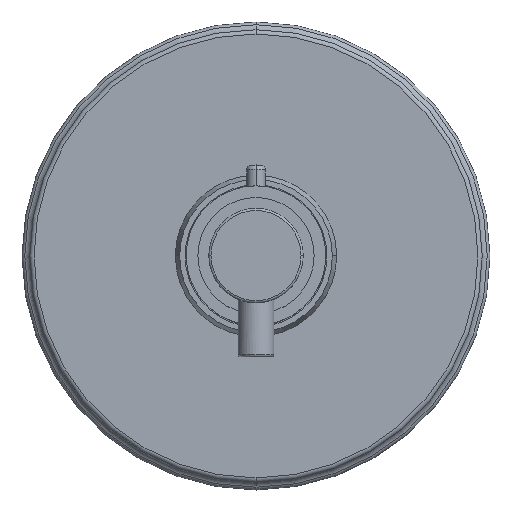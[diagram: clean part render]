
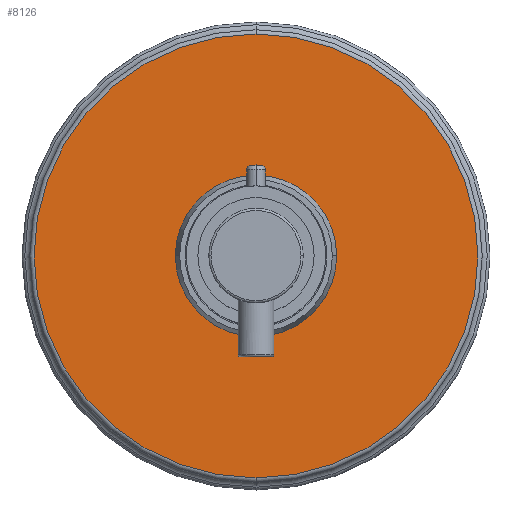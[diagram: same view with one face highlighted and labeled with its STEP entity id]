
A CAD part, top view. The second image highlights one B-rep face of the part: STEP entity #8126.
In plain terms, the highlighted planar face has unit normal (0, 0, 1).
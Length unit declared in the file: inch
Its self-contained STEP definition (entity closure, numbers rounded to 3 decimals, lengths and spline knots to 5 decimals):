
#1276=CARTESIAN_POINT('',(0.,0.,0.313));
#1277=DIRECTION('',(0.,0.,-1.));
#1278=DIRECTION('',(-1.,0.,0.));
#1279=AXIS2_PLACEMENT_3D('',#1276,#1277,#1278);
#1281=CARTESIAN_POINT('',(0.,0.,0.313));
#1282=DIRECTION('',(0.,0.,-1.));
#1283=DIRECTION('',(1.,0.,0.));
#1284=AXIS2_PLACEMENT_3D('',#1281,#1282,#1283);
#1286=CARTESIAN_POINT('',(0.,0.,0.313));
#1287=DIRECTION('',(0.,0.,1.));
#1288=DIRECTION('',(0.,-1.,0.));
#1289=AXIS2_PLACEMENT_3D('',#1286,#1287,#1288);
#1301=CARTESIAN_POINT('',(0.,0.,0.313));
#1302=DIRECTION('',(0.,0.,1.));
#1303=DIRECTION('',(0.,1.,0.));
#1304=AXIS2_PLACEMENT_3D('',#1301,#1302,#1303);
#5116=CARTESIAN_POINT('',(0.,-3.08284,0.313));
#5117=CARTESIAN_POINT('',(0.,3.08284,0.313));
#5118=VERTEX_POINT('',#5116);
#5119=VERTEX_POINT('',#5117);
#5124=CARTESIAN_POINT('',(-1.12,0.,0.313));
#5125=CARTESIAN_POINT('',(1.12,0.,0.313));
#5126=VERTEX_POINT('',#5124);
#5127=VERTEX_POINT('',#5125);
#8110=CARTESIAN_POINT('',(0.,0.,0.313));
#8111=DIRECTION('',(0.,0.,-1.));
#8112=DIRECTION('',(0.,-1.,0.));
#8113=AXIS2_PLACEMENT_3D('',#8110,#8111,#8112);
#8114=PLANE('',#8113);
#8116=ORIENTED_EDGE('',*,*,#8115,.F.);
#8118=ORIENTED_EDGE('',*,*,#8117,.F.);
#8119=EDGE_LOOP('',(#8116,#8118));
#8120=FACE_OUTER_BOUND('',#8119,.F.);
#8122=ORIENTED_EDGE('',*,*,#8121,.F.);
#8123=ORIENTED_EDGE('',*,*,#8100,.F.);
#8124=EDGE_LOOP('',(#8122,#8123));
#8125=FACE_BOUND('',#8124,.F.);
#8126=ADVANCED_FACE('',(#8120,#8125),#8114,.F.);
#1280=CIRCLE('',#1279,1.12);
#1285=CIRCLE('',#1284,1.12);
#1290=CIRCLE('',#1289,3.08284);
#1305=CIRCLE('',#1304,3.08284);
#8100=EDGE_CURVE('',#5127,#5126,#1285,.T.);
#8115=EDGE_CURVE('',#5118,#5119,#1290,.T.);
#8117=EDGE_CURVE('',#5119,#5118,#1305,.T.);
#8121=EDGE_CURVE('',#5126,#5127,#1280,.T.);
